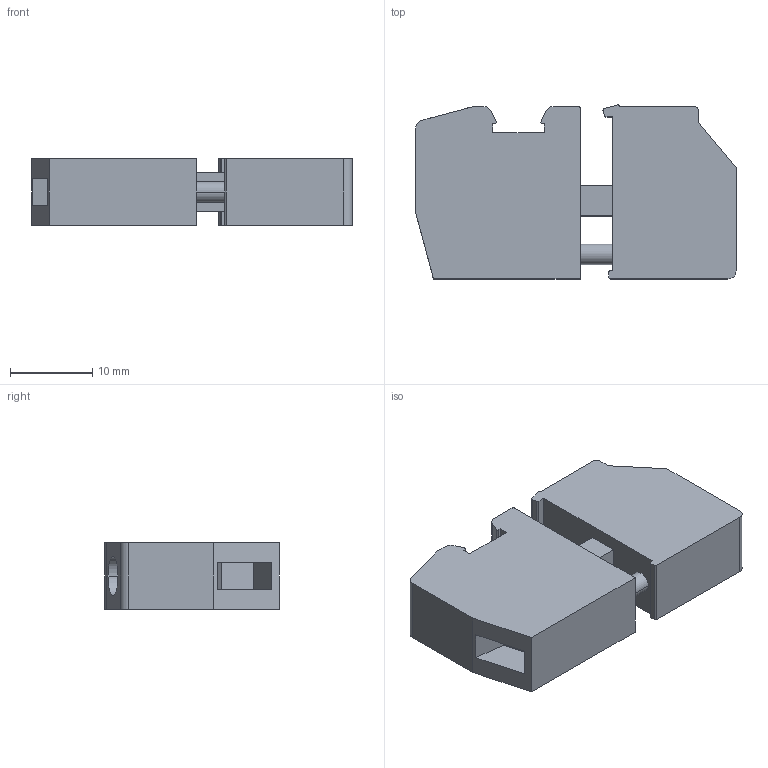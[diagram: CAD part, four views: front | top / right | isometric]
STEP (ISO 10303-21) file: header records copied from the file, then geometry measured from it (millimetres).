
FILE_DESCRIPTION(('SolidDesigner STEP Export'),'2;1');
FILE_NAME('0714011_hdfk_4Z_select.stp','2008-10-21T10:23:34',(''),(''),'OneSpace Designer STEP processor for AP214 (Solid Model)','OneSpace Designer 14.50 18-Oct-2006 (C) CoCreate Software GmbH','');
FILE_SCHEMA(('AUTOMOTIVE_DESIGN { 1 0 10303 214 1 1 1 1 }'));
Length unit declared in the file: millimetre
Products named in the file (2): 0714011_hdfk_4Z_select
Assembly tree (1 placements, depth 2):
  0714011_hdfk_4Z_select
    0714011_hdfk_4Z_select
Bounding box: 39 x 21.19 x 8.1 mm (x, y, z)
Volume: 5325.4 mm3; surface area: 2903.6 mm2
Topology: 1 solids, 1 shells, 69 faces, 183 edges, 122 vertices
Faces by surface type: plane 47, cylinder 22
Entity records: 2652 total; most frequent: ORIENTED_EDGE 366, CARTESIAN_POINT 358, DIRECTION 333, EDGE_CURVE 183, VECTOR 139, LINE 139, VERTEX_POINT 122, AXIS2_PLACEMENT_3D 97
